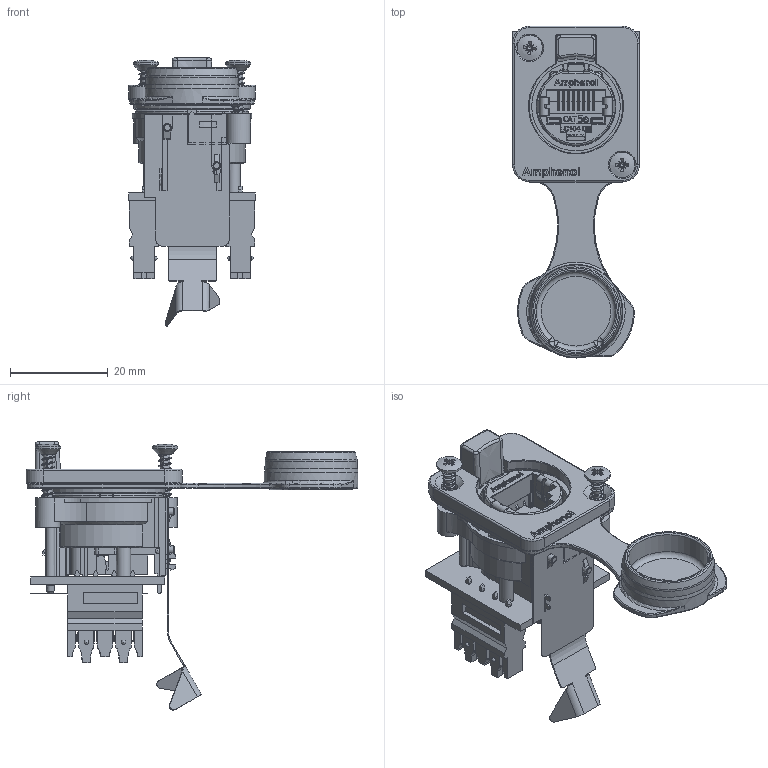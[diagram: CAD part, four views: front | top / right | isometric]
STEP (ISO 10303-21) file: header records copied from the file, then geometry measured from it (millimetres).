
FILE_DESCRIPTION(/* description */ (''),/* implementation_level */ '2;1');
FILE_NAME(/* name */ 'RJXS8FG5110.stp',/* time_stamp */ '2022-02-18T12:32:03+11:00',/* author */ ('thien'),/* organization */ (''),/* preprocessor_version */ 'ST-DEVELOPER v18.1',/* originating_system */ 'Autodesk Inventor 2022',/* authorisation */ '');
FILE_SCHEMA (('AUTOMOTIVE_DESIGN { 1 0 10303 214 3 1 1 }'));
Products named in the file (17): 55011398-000; 53480190-330; 51270129-530; 52590045-730; 52080012-331; 51560153-930; 50300362-030; 52830007-031; 51560140-930; ALR-C104-000-0X-REV1_ALR-C104-000-00 CAT6; IDC 110 block Assy; IDC 110  block; IDC 110 contact; 53770001-931; 52500011-330; 52730018-830; 50300303-030
Assembly tree (22 placements, depth 4):
  55011398-000
    53480190-330
    51270129-530
    52590045-730
    52080012-331
    50300303-030  x2
    51560153-930
    50300362-030
    52830007-031
    51560140-930
      ALR-C104-000-0X-REV1_ALR-C104-000-00 CAT6
      IDC 110 block Assy  x2
        IDC 110  block
        IDC 110 contact
    53770001-931
    52500011-330  x2
    52730018-830
Bounding box: 26 x 68.1 x 55.03 mm (x, y, z)
Volume: 10293.1 mm3; surface area: 19854.2 mm2
Topology: 24 solids, 24 shells, 4214 faces, 11138 edges, 7147 vertices
Faces by surface type: plane 2427, bspline 914, cylinder 652, torus 105, cone 97, sphere 19
Full cylindrical faces by diameter (mm): 0.8 x16, 0.9 x8, 1.2 x1, 1.5 x2, 1.55 x4, 1.7 x4, 2.5 x2, 2.9 x2, 3.4 x2, 4.6 x4, 5 x1, 5.2 x2, 15.4 x1, 17 x1, 18.2 x1, 19 x1, 19.2 x1
Entity records: 136680 total; most frequent: CARTESIAN_POINT 57526, ORIENTED_EDGE 17646, DIRECTION 13680, EDGE_CURVE 8823, LINE 5808, VECTOR 5808, VERTEX_POINT 5703, AXIS2_PLACEMENT_3D 3936
